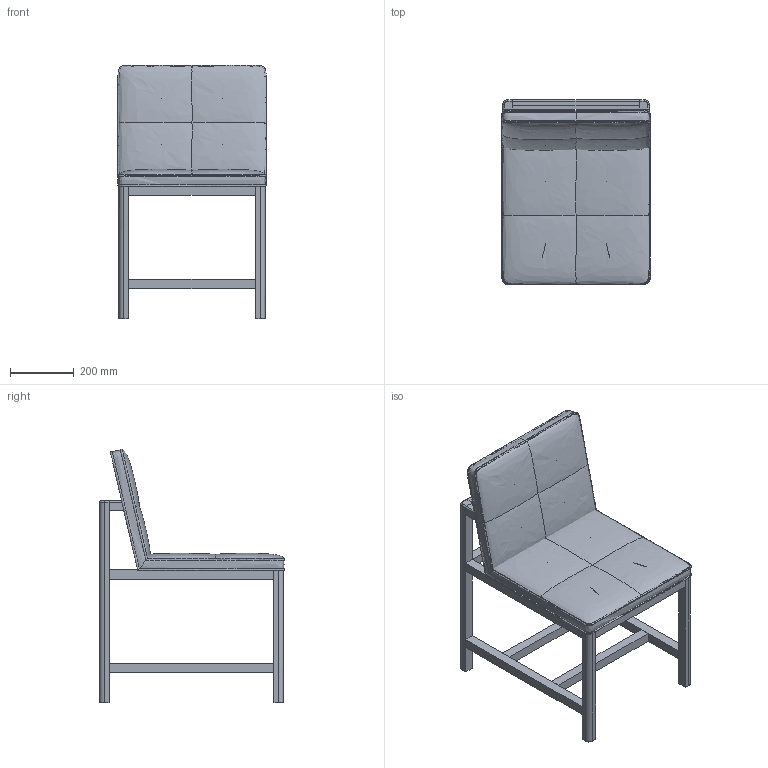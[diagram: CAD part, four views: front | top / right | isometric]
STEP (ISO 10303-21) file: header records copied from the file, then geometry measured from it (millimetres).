
FILE_DESCRIPTION(/* description */ (''),/* implementation_level */ '2;1');
FILE_NAME(/* name */ 'Wood_Frame_CB-547_3D',/* time_stamp */ '2023-10-06T12:30:12+02:00',/* author */ (''),/* organization */ (''),/* preprocessor_version */ 'ST-DEVELOPER v16.5',/* originating_system */ 'Rhino 7.31',/* authorisation */ '');
FILE_SCHEMA (('AUTOMOTIVE_DESIGN'));
Length unit declared in the file: centimetre
Products named in the file (2): Document; Wood_Frame_CB-547
Assembly tree (1 placements, depth 2):
  Document
    Wood_Frame_CB-547
Bounding box: 463 x 577.94 x 792.81 mm (x, y, z)
Volume: 18093337.8 mm3; surface area: 2146292.5 mm2
Topology: 23 solids, 25 shells, 150 faces, 336 edges, 222 vertices
Faces by surface type: plane 124, bspline 17, cylinder 9
Entity records: 13593 total; most frequent: CARTESIAN_POINT 10924, ORIENTED_EDGE 638, EDGE_CURVE 328, B_SPLINE_CURVE_WITH_KNOTS 297, VERTEX_POINT 222, ADVANCED_FACE 150, FACE_OUTER_BOUND 150, EDGE_LOOP 150
